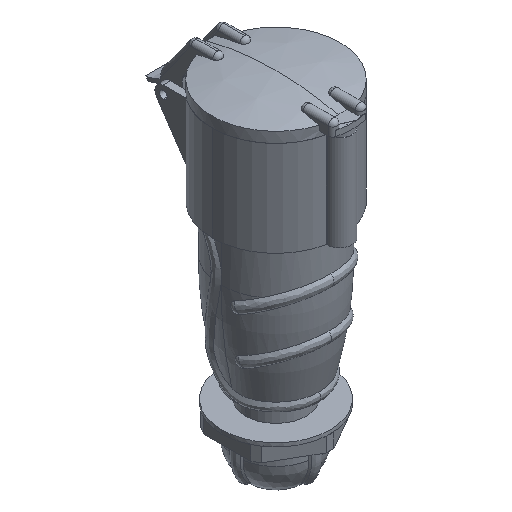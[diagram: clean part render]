
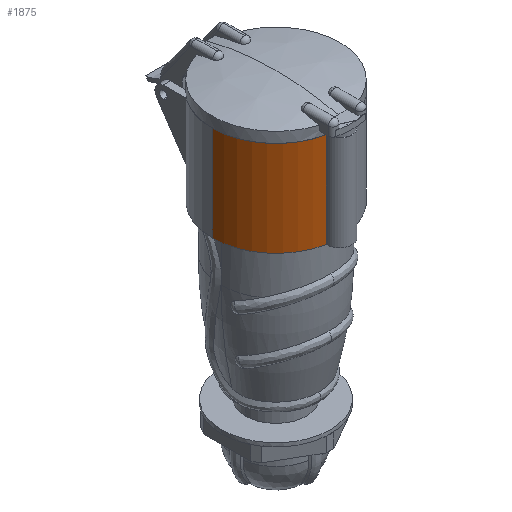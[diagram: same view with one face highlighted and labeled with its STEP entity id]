
A CAD part, isometric view. The second image highlights one B-rep face of the part: STEP entity #1875.
In plain terms, the highlighted cylindrical face has radius 35.3 mm (diameter 70.6 mm), a partial arc.
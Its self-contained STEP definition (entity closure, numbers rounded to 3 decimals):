
#1875 = ADVANCED_FACE ( 'NONE', ( #3587 ), #32965, .T. ) ;
#3587 = FACE_OUTER_BOUND ( 'NONE', #21991, .T. ) ;
#4371 = EDGE_CURVE ( 'NONE', #7996, #10761, #19690, .T. ) ;
#5087 = VECTOR ( 'NONE', #22881, 1000. ) ;
#7996 = VERTEX_POINT ( 'NONE', #33700 ) ;
#8420 = EDGE_CURVE ( 'NONE', #7996, #23736, #34501, .T. ) ;
#8999 = AXIS2_PLACEMENT_3D ( 'NONE', #14742, #29344, #20688 ) ;
#9777 = DIRECTION ( 'NONE',  ( 0., 0., -1. ) ) ;
#10761 = VERTEX_POINT ( 'NONE', #11818 ) ;
#11818 = CARTESIAN_POINT ( 'NONE',  ( -6.785, -34.65, 0. ) ) ;
#12010 = CIRCLE ( 'NONE', #25513, 35.3 ) ;
#12345 = DIRECTION ( 'NONE',  ( 0., 0., -1. ) ) ;
#14742 = CARTESIAN_POINT ( 'NONE',  ( 0., -0.008, 4.625 ) ) ;
#14869 = CARTESIAN_POINT ( 'NONE',  ( 0., -0.008, 52.6 ) ) ;
#15535 = CARTESIAN_POINT ( 'NONE',  ( -35.3, -0.008, 52.6 ) ) ;
#15858 = ORIENTED_EDGE ( 'NONE', *, *, #8420, .T. ) ;
#16122 = AXIS2_PLACEMENT_3D ( 'NONE', #14869, #12345, #26585 ) ;
#18529 = CARTESIAN_POINT ( 'NONE',  ( -35.3, -0.008, 0. ) ) ;
#19510 = CARTESIAN_POINT ( 'NONE',  ( -6.785, -34.65, 26.3 ) ) ;
#19690 = LINE ( 'NONE', #19510, #21653 ) ;
#19770 = ORIENTED_EDGE ( 'NONE', *, *, #32675, .T. ) ;
#20688 = DIRECTION ( 'NONE',  ( -1., 0., 0. ) ) ;
#21653 = VECTOR ( 'NONE', #22205, 1000. ) ;
#21991 = EDGE_LOOP ( 'NONE', ( #15858, #19770, #22240, #34261 ) ) ;
#22113 = EDGE_CURVE ( 'NONE', #10761, #29120, #12010, .T. ) ;
#22124 = CARTESIAN_POINT ( 'NONE',  ( -35.3, -0.008, 4.625 ) ) ;
#22205 = DIRECTION ( 'NONE',  ( 0., 0., -1. ) ) ;
#22240 = ORIENTED_EDGE ( 'NONE', *, *, #22113, .F. ) ;
#22881 = DIRECTION ( 'NONE',  ( 0., 0., -1. ) ) ;
#23736 = VERTEX_POINT ( 'NONE', #15535 ) ;
#25513 = AXIS2_PLACEMENT_3D ( 'NONE', #32460, #9777, #35707 ) ;
#26585 = DIRECTION ( 'NONE',  ( -1., 0., 0. ) ) ;
#28648 = LINE ( 'NONE', #22124, #5087 ) ;
#29120 = VERTEX_POINT ( 'NONE', #18529 ) ;
#29344 = DIRECTION ( 'NONE',  ( 0., 0., -1. ) ) ;
#32460 = CARTESIAN_POINT ( 'NONE',  ( 0., -0.008, 0. ) ) ;
#32675 = EDGE_CURVE ( 'NONE', #23736, #29120, #28648, .T. ) ;
#32965 = CYLINDRICAL_SURFACE ( 'NONE', #8999, 35.3 ) ;
#33700 = CARTESIAN_POINT ( 'NONE',  ( -6.785, -34.65, 52.6 ) ) ;
#34261 = ORIENTED_EDGE ( 'NONE', *, *, #4371, .F. ) ;
#34501 = CIRCLE ( 'NONE', #16122, 35.3 ) ;
#35707 = DIRECTION ( 'NONE',  ( -1., 0., 0. ) ) ;
